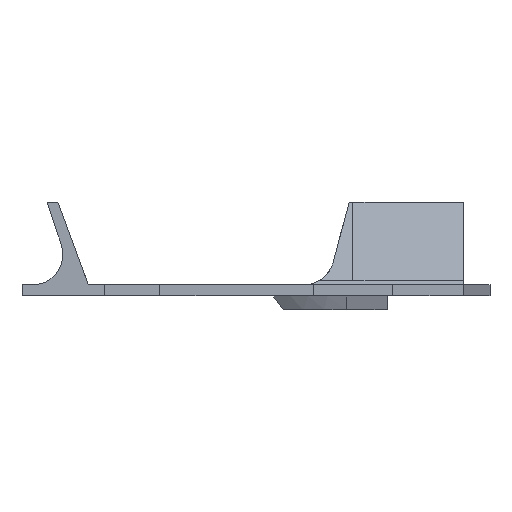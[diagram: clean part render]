
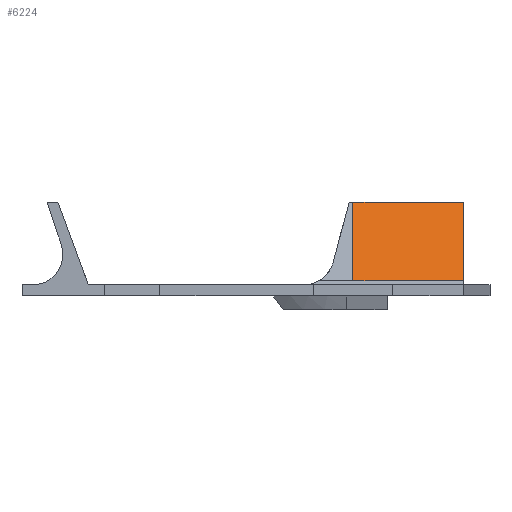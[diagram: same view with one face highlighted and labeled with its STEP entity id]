
A CAD part, front view. The second image highlights one B-rep face of the part: STEP entity #6224.
In plain terms, the highlighted planar face has unit normal (0, -0.939, 0.345).
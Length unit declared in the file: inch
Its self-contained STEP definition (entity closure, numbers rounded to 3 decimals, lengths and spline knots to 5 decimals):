
#463 = DIRECTION ( 'NONE',  ( 0., -0.345, -0.939 ) ) ;
#502 = PLANE ( 'NONE',  #3435 ) ;
#598 = DIRECTION ( 'NONE',  ( 1., 0., 0. ) ) ;
#926 = DIRECTION ( 'NONE',  ( -1., 0., 0. ) ) ;
#948 = EDGE_CURVE ( 'NONE', #4764, #4913, #3025, .T. ) ;
#1004 = LINE ( 'NONE', #5148, #4068 ) ;
#1086 = CARTESIAN_POINT ( 'NONE',  ( 3., 7.67388, 0.85 ) ) ;
#1124 = VECTOR ( 'NONE', #1628, 39.37008 ) ;
#1391 = VERTEX_POINT ( 'NONE', #4934 ) ;
#1471 = DIRECTION ( 'NONE',  ( 0., 0.939, -0.345 ) ) ;
#1628 = DIRECTION ( 'NONE',  ( 0., 0.345, 0.939 ) ) ;
#1978 = EDGE_LOOP ( 'NONE', ( #4776, #2742, #3000, #6115 ) ) ;
#2021 = LINE ( 'NONE', #5128, #1124 ) ;
#2088 = VECTOR ( 'NONE', #598, 39.37008 ) ;
#2118 = CARTESIAN_POINT ( 'NONE',  ( 0., 7.67388, 0.85 ) ) ;
#2742 = ORIENTED_EDGE ( 'NONE', *, *, #948, .F. ) ;
#3000 = ORIENTED_EDGE ( 'NONE', *, *, #3636, .F. ) ;
#3025 = LINE ( 'NONE', #6139, #2088 ) ;
#3370 = CARTESIAN_POINT ( 'NONE',  ( 0., 7.41225, 0.13736 ) ) ;
#3435 = AXIS2_PLACEMENT_3D ( 'NONE', #2118, #1471, #6149 ) ;
#3636 = EDGE_CURVE ( 'NONE', #3993, #4764, #2021, .T. ) ;
#3875 = VECTOR ( 'NONE', #926, 39.37008 ) ;
#3876 = LINE ( 'NONE', #3370, #3875 ) ;
#3993 = VERTEX_POINT ( 'NONE', #4189 ) ;
#4068 = VECTOR ( 'NONE', #463, 39.37008 ) ;
#4189 = CARTESIAN_POINT ( 'NONE',  ( 3., 7.41225, 0.13736 ) ) ;
#4764 = VERTEX_POINT ( 'NONE', #1086 ) ;
#4776 = ORIENTED_EDGE ( 'NONE', *, *, #5102, .F. ) ;
#4913 = VERTEX_POINT ( 'NONE', #5257 ) ;
#4934 = CARTESIAN_POINT ( 'NONE',  ( 4., 7.41225, 0.13736 ) ) ;
#5077 = FACE_OUTER_BOUND ( 'NONE', #1978, .T. ) ;
#5102 = EDGE_CURVE ( 'NONE', #4913, #1391, #1004, .T. ) ;
#5128 = CARTESIAN_POINT ( 'NONE',  ( 3., 7.41225, 0.13736 ) ) ;
#5148 = CARTESIAN_POINT ( 'NONE',  ( 4., 7.46998, 0.29459 ) ) ;
#5257 = CARTESIAN_POINT ( 'NONE',  ( 4., 7.67388, 0.85 ) ) ;
#6115 = ORIENTED_EDGE ( 'NONE', *, *, #6458, .F. ) ;
#6139 = CARTESIAN_POINT ( 'NONE',  ( 0., 7.67388, 0.85 ) ) ;
#6149 = DIRECTION ( 'NONE',  ( 1., 0., 0. ) ) ;
#6224 = ADVANCED_FACE ( 'NONE', ( #5077 ), #502, .F. ) ;
#6458 = EDGE_CURVE ( 'NONE', #1391, #3993, #3876, .T. ) ;
